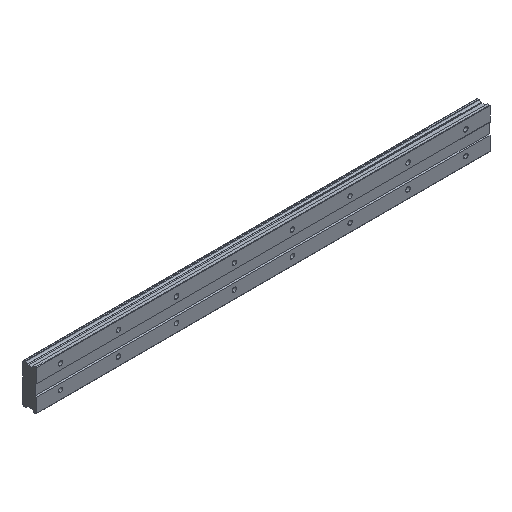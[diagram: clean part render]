
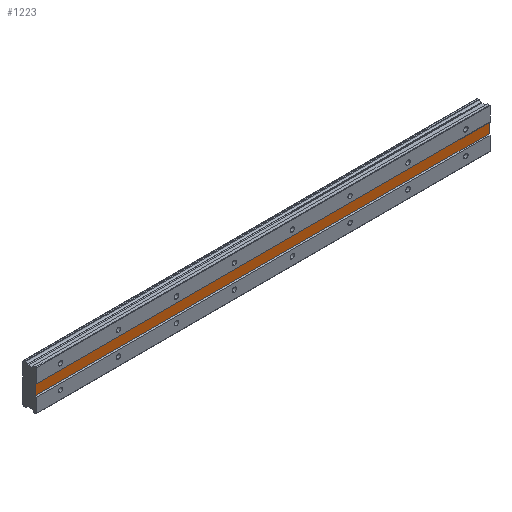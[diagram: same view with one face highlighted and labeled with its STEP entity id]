
A CAD part, isometric view. The second image highlights one B-rep face of the part: STEP entity #1223.
In plain terms, the highlighted planar face has unit normal (0, -1, 0).
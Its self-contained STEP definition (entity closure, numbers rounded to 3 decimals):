
#104 = LINE ( 'NONE', #3157, #1903 ) ;
#266 = FACE_OUTER_BOUND ( 'NONE', #2842, .T. ) ;
#304 = ORIENTED_EDGE ( 'NONE', *, *, #1850, .F. ) ;
#347 = DIRECTION ( 'NONE',  ( -1., 0., 0. ) ) ;
#509 = EDGE_CURVE ( 'NONE', #3076, #2655, #2194, .T. ) ;
#522 = CARTESIAN_POINT ( 'NONE',  ( -25., 1., 20.827 ) ) ;
#580 = DIRECTION ( 'NONE',  ( -1., 0., 0. ) ) ;
#712 = CARTESIAN_POINT ( 'NONE',  ( -25., 1., -5. ) ) ;
#799 = CARTESIAN_POINT ( 'NONE',  ( -25., 1., 5. ) ) ;
#957 = VECTOR ( 'NONE', #580, 1000. ) ;
#1084 = LINE ( 'NONE', #1646, #1085 ) ;
#1085 = VECTOR ( 'NONE', #3071, 1000. ) ;
#1161 = DIRECTION ( 'NONE',  ( 0., 1., 0. ) ) ;
#1189 = ORIENTED_EDGE ( 'NONE', *, *, #1543, .T. ) ;
#1223 = ADVANCED_FACE ( 'NONE', ( #266 ), #2517, .F. ) ;
#1224 = CARTESIAN_POINT ( 'NONE',  ( 445., 1., -5. ) ) ;
#1363 = LINE ( 'NONE', #1656, #957 ) ;
#1399 = CARTESIAN_POINT ( 'NONE',  ( 445., 1., 5. ) ) ;
#1543 = EDGE_CURVE ( 'NONE', #3272, #3076, #104, .T. ) ;
#1583 = VERTEX_POINT ( 'NONE', #1224 ) ;
#1646 = CARTESIAN_POINT ( 'NONE',  ( 445., 1., 20.827 ) ) ;
#1656 = CARTESIAN_POINT ( 'NONE',  ( 445., 1., -5. ) ) ;
#1787 = AXIS2_PLACEMENT_3D ( 'NONE', #3115, #1161, #2828 ) ;
#1850 = EDGE_CURVE ( 'NONE', #1583, #2655, #1363, .T. ) ;
#1903 = VECTOR ( 'NONE', #347, 1000. ) ;
#2194 = LINE ( 'NONE', #522, #3266 ) ;
#2197 = ORIENTED_EDGE ( 'NONE', *, *, #509, .T. ) ;
#2373 = EDGE_CURVE ( 'NONE', #3272, #1583, #1084, .T. ) ;
#2517 = PLANE ( 'NONE',  #1787 ) ;
#2600 = ORIENTED_EDGE ( 'NONE', *, *, #2373, .F. ) ;
#2655 = VERTEX_POINT ( 'NONE', #712 ) ;
#2828 = DIRECTION ( 'NONE',  ( 0., 0., 1. ) ) ;
#2842 = EDGE_LOOP ( 'NONE', ( #304, #2600, #1189, #2197 ) ) ;
#3069 = DIRECTION ( 'NONE',  ( 0., 0., -1. ) ) ;
#3071 = DIRECTION ( 'NONE',  ( 0., 0., -1. ) ) ;
#3076 = VERTEX_POINT ( 'NONE', #799 ) ;
#3115 = CARTESIAN_POINT ( 'NONE',  ( 445., 1., 5. ) ) ;
#3157 = CARTESIAN_POINT ( 'NONE',  ( 445., 1., 5. ) ) ;
#3266 = VECTOR ( 'NONE', #3069, 1000. ) ;
#3272 = VERTEX_POINT ( 'NONE', #1399 ) ;
